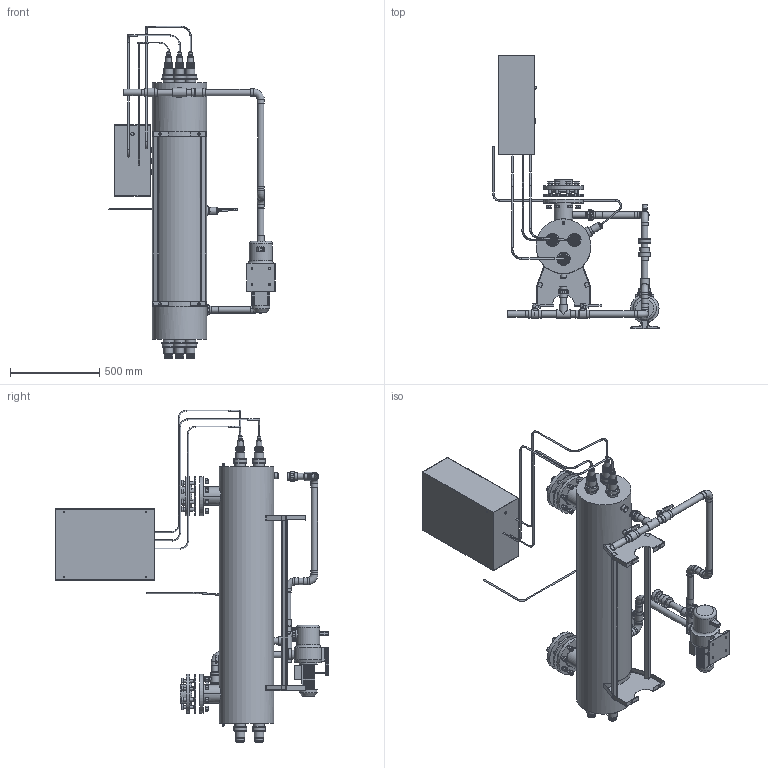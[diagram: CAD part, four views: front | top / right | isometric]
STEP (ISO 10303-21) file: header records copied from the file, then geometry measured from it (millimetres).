
FILE_DESCRIPTION (( 'STEP AP203' ), '1' );
FILE_NAME ('ﾓﾔﾓ-100 ﾁﾏ.STEP', '2024-08-15T11:29:05', ( '' ), ( '' ), 'SwSTEP 2.0', 'SolidWorks 2022', '' );
FILE_SCHEMA (( 'CONFIG_CONTROL_DESIGN' ));
Length unit declared in the file: millimetre
Products named in the file (1): УФУ-100 БП
Bounding box: 931.85 x 1535.49 x 1863.5 mm (x, y, z)
Volume: 123451021.8 mm3; surface area: 6619138.8 mm2
Topology: 99 solids, 99 shells, 2091 faces, 4532 edges, 2842 vertices
Faces by surface type: plane 1112, cylinder 605, cone 228, torus 84, sphere 40, bspline 22
Full cylindrical faces by diameter (mm): 5.2 x2, 6 x7, 6.4 x4, 7.1 x2, 8 x18, 10.1 x2, 11 x2, 11.5 x1, 12 x8, 13 x4, 14 x16, 14.2 x2, 14.376 x3, 15 x2, 16 x22, 17.004 x1, 17.276 x2, 18 x49, 18.631 x1, 20 x3, 25 x3, 26.286 x3, 27 x1, 27.7 x3, 29 x13, 29.5 x2, 30 x2, 32 x19, 33 x3, 33.249 x3
Entity records: 60827 total; most frequent: CARTESIAN_POINT 18327, DIRECTION 8790, ORIENTED_EDGE 7584, EDGE_CURVE 3792, AXIS2_PLACEMENT_3D 3581, EDGE_LOOP 3128, VERTEX_POINT 2692, FACE_OUTER_BOUND 2556
